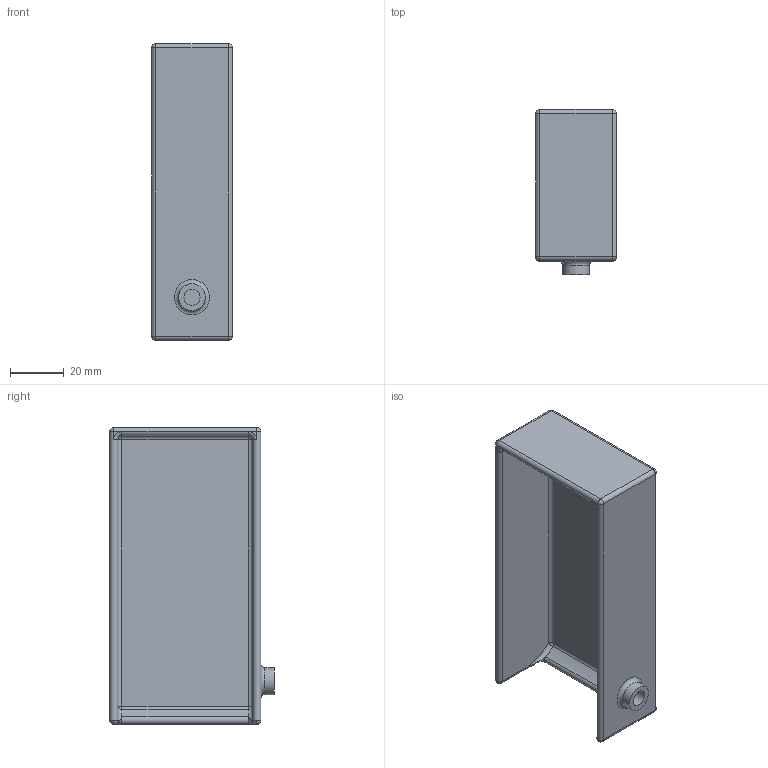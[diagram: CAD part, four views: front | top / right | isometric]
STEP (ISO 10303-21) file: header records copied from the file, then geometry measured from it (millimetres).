
FILE_DESCRIPTION(/* description */ (''),/* implementation_level */ '2;1');
FILE_NAME(/* name */ 'scoop R x1.step',/* time_stamp */ '2022-05-05T21:52:54+02:00',/* author */ (''),/* organization */ (''),/* preprocessor_version */ 'ST-DEVELOPER v18.1',/* originating_system */ 'Autodesk Translation Framework v10.14.0.1471',/* authorisation */ '');
FILE_SCHEMA (('AUTOMOTIVE_DESIGN { 1 0 10303 214 3 1 1 }'));
Length unit declared in the file: millimetre
Products named in the file (1): scoop v1(Mirror)
Bounding box: 30 x 61 x 110 mm (x, y, z)
Volume: 41280.2 mm3; surface area: 27717.3 mm2
Topology: 1 solids, 1 shells, 56 faces, 112 edges, 60 vertices
Faces by surface type: cylinder 22, sphere 14, plane 13, torus 5, bspline 2
Full cylindrical faces by diameter (mm): 6 x1, 10 x1
Entity records: 2597 total; most frequent: CARTESIAN_POINT 1373, DIRECTION 281, ORIENTED_EDGE 224, AXIS2_PLACEMENT_3D 118, EDGE_CURVE 112, CIRCLE 63, VERTEX_POINT 60, EDGE_LOOP 58
